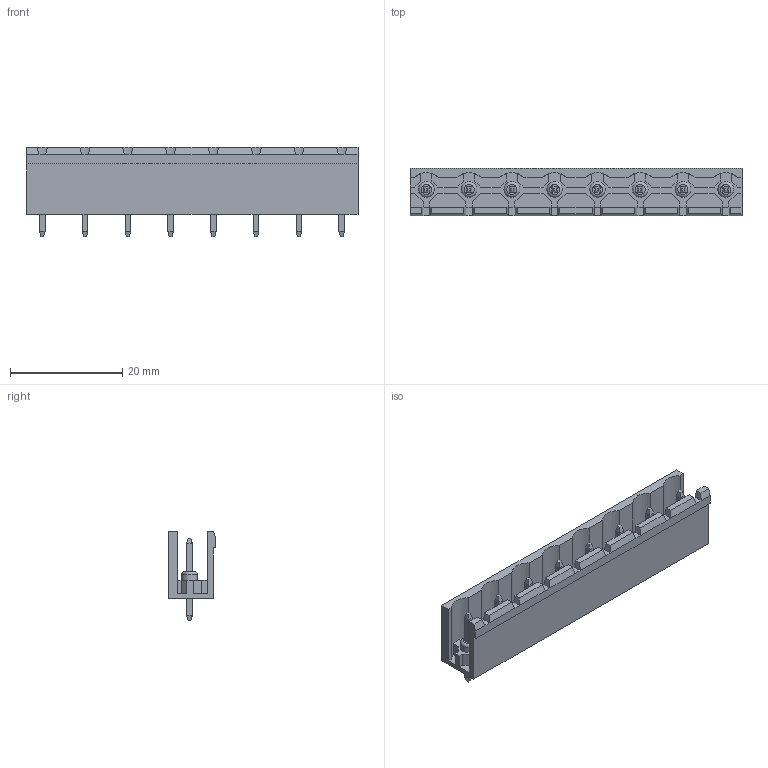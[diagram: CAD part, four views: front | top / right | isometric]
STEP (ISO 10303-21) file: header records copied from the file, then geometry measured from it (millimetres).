
FILE_DESCRIPTION( ( 'Unknown' ), '1' );
FILE_NAME( '691311400008.stp', 'Unknown', ( 'Quentin LAIDEBEUR' ), ( 'WE' ), 'PSStep 15.0.49', 'Sample-box', ' ' );
FILE_SCHEMA( ( 'AUTOMOTIVE_DESIGN { 1 0 10303 214 1 1 1 1 }' ) );
Length unit declared in the file: millimetre
Products named in the file (3): Assem1; 691318400008; 6913114000xx_PIN
Assembly tree (9 placements, depth 2):
  Assem1
    691318400008
    6913114000xx_PIN  x8
Bounding box: 59.14 x 8.5 x 16 mm (x, y, z)
Volume: 2414.1 mm3; surface area: 4955.6 mm2
Topology: 9 solids, 9 shells, 393 faces, 1045 edges, 670 vertices
Faces by surface type: plane 369, cylinder 16, torus 8
Full cylindrical faces by diameter (mm): 2.8 x8
Entity records: 11837 total; most frequent: CARTESIAN_POINT 1680, ORIENTED_EDGE 1650, DIRECTION 1491, EDGE_CURVE 825, LINE 769, VECTOR 769, VERTEX_POINT 550, AXIS2_PLACEMENT_3D 361
